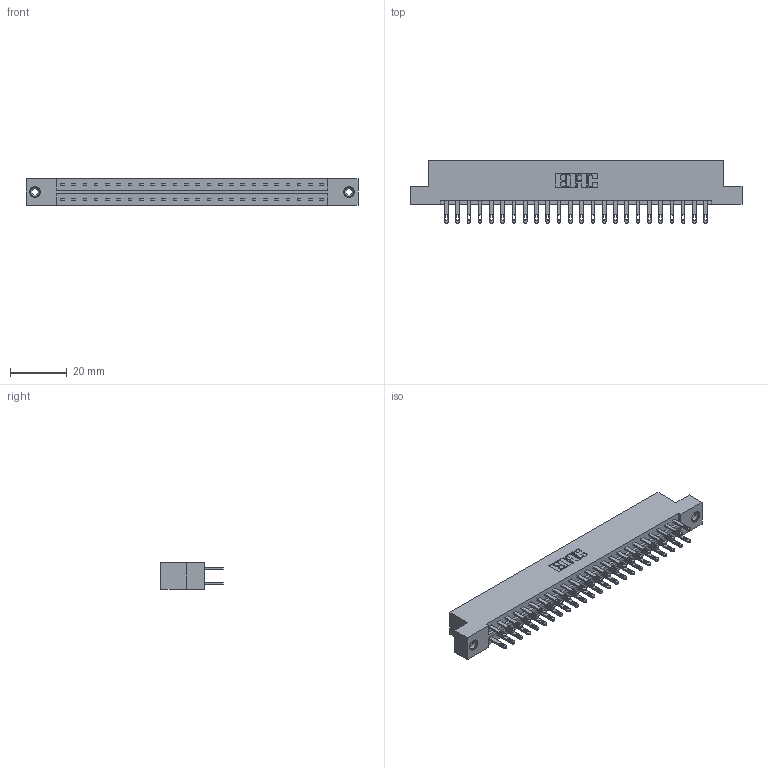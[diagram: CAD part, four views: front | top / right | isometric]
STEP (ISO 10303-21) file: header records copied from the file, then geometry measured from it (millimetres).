
FILE_DESCRIPTION (( 'STEP AP203' ), '1' );
FILE_NAME ('333-048-500-208.STEP', '2018-08-03T23:06:46', ( '' ), ( '' ), 'SwSTEP 2.0', 'SolidWorks 2016', '' );
FILE_SCHEMA (( 'CONFIG_CONTROL_DESIGN' ));
Length unit declared in the file: inch
Products named in the file (4): 345-250-001_345-250-003-102; 333-048-500-208; 333 Part_Flush - .156 Dia - TI; 345-292-001_345-293-100
Assembly tree (51 placements, depth 2):
  333-048-500-208
    333 Part_Flush - .156 Dia - TI
    345-292-001_345-293-100  x48
    345-250-001_345-250-003-102  x2
Bounding box: 116.64 x 21.85 x 9.4 mm (x, y, z)
Volume: 11879.8 mm3; surface area: 14401.4 mm2
Topology: 51 solids, 51 shells, 2478 faces, 7503 edges, 4994 vertices
Faces by surface type: plane 1542, cylinder 920, cone 12, torus 4
Entity records: 18884 total; most frequent: CARTESIAN_POINT 3133, ORIENTED_EDGE 3062, DIRECTION 2741, EDGE_CURVE 1531, LINE 1379, VECTOR 1379, VERTEX_POINT 1016, AXIS2_PLACEMENT_3D 681
